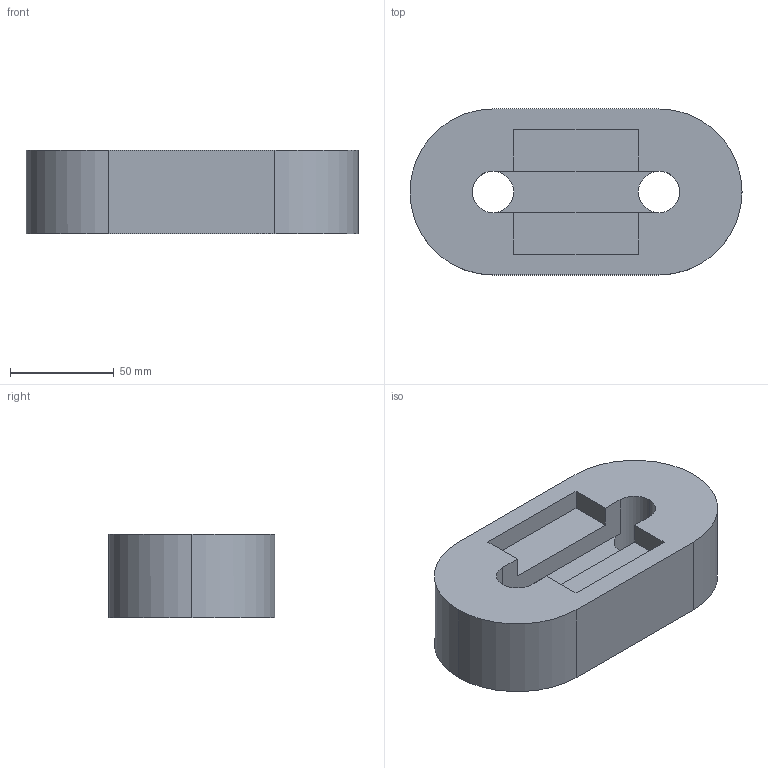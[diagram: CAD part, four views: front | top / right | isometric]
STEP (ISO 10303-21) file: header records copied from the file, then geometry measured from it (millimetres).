
FILE_DESCRIPTION(('produced by SPATIAL CORP'),'2;1');
FILE_NAME('ex19.hh.sat.stp', '2002-04-19T11:06:35+00:00',('SPATIAL CORP'),('SPATIAL CORP'), 'ACIS STEP Husk','http://www.spatial.com','SPATIAL CORP');
FILE_SCHEMA(('CONFIG_CONTROL_DESIGN'));
Length unit declared in the file: millimetre
Products named in the file (1): PRODUCT_ID_1
Bounding box: 160 x 80 x 40 mm (x, y, z)
Volume: 382212.4 mm3; surface area: 45819.5 mm2
Topology: 1 solids, 1 shells, 23 faces, 66 edges, 44 vertices
Faces by surface type: plane 15, cylinder 8
Entity records: 744 total; most frequent: ORIENTED_EDGE 132, CARTESIAN_POINT 110, DIRECTION 92, EDGE_CURVE 66, VERTEX_POINT 44, VECTOR 40, LINE 40, EDGE_LOOP 26
